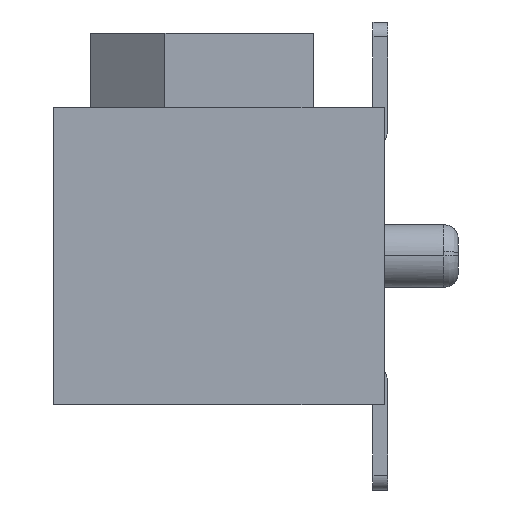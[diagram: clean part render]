
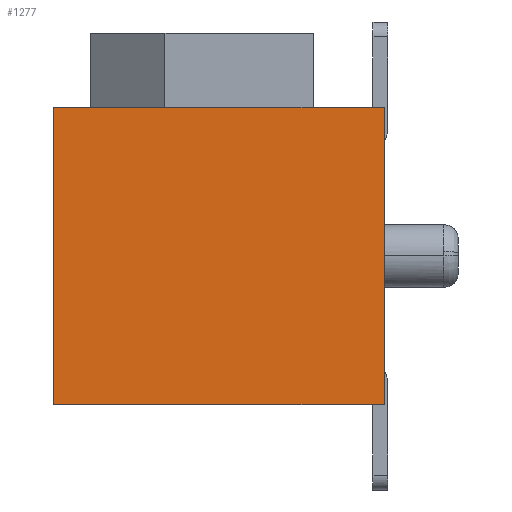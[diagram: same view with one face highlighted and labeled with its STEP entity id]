
A CAD part, left-side view. The second image highlights one B-rep face of the part: STEP entity #1277.
In plain terms, the highlighted planar face has unit normal (-1, 0, 0).
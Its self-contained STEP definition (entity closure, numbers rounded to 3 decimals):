
#1226=CARTESIAN_POINT('',(0.,3.225,-2.));
#1227=DIRECTION('',(0.,0.,1.));
#1228=DIRECTION('',(-1.,0.,0.));
#1229=AXIS2_PLACEMENT_3D('',#1226,#1228,#1227);
#1230=PLANE('',#1229);
#1231=CARTESIAN_POINT('',(0.,5.45,0.));
#1232=VERTEX_POINT('',#1231);
#1233=CARTESIAN_POINT('',(0.,1.,0.));
#1234=VERTEX_POINT('',#1233);
#1235=CARTESIAN_POINT('',(0.,5.45,0.));
#1236=CARTESIAN_POINT('',(0.,4.56,0.));
#1237=CARTESIAN_POINT('',(0.,3.67,0.));
#1238=CARTESIAN_POINT('',(0.,2.78,0.));
#1239=CARTESIAN_POINT('',(0.,1.89,0.));
#1240=CARTESIAN_POINT('',(0.,1.,0.));
#1241=B_SPLINE_CURVE_WITH_KNOTS('',5,(#1235,#1236,#1237,#1238,#1239,#1240),.UNSPECIFIED.,.F.,.U.,(6,6),(0.,4.45),.UNSPECIFIED.);
#1242=EDGE_CURVE('',#1232,#1234,#1241,.T.);
#1243=ORIENTED_EDGE('',*,*,#1242,.F.);
#1244=CARTESIAN_POINT('',(0.,5.45,-4.));
#1245=VERTEX_POINT('',#1244);
#1246=CARTESIAN_POINT('',(0.,5.45,0.));
#1247=CARTESIAN_POINT('',(0.,5.45,-0.8));
#1248=CARTESIAN_POINT('',(0.,5.45,-1.6));
#1249=CARTESIAN_POINT('',(0.,5.45,-2.4));
#1250=CARTESIAN_POINT('',(0.,5.45,-3.2));
#1251=CARTESIAN_POINT('',(0.,5.45,-4.));
#1252=B_SPLINE_CURVE_WITH_KNOTS('',5,(#1246,#1247,#1248,#1249,#1250,#1251),.UNSPECIFIED.,.F.,.U.,(6,6),(0.,4.),.UNSPECIFIED.);
#1253=EDGE_CURVE('',#1232,#1245,#1252,.T.);
#1254=ORIENTED_EDGE('',*,*,#1253,.T.);
#1255=CARTESIAN_POINT('',(0.,1.,-4.));
#1256=VERTEX_POINT('',#1255);
#1257=CARTESIAN_POINT('',(0.,1.,-4.));
#1258=CARTESIAN_POINT('',(0.,1.89,-4.));
#1259=CARTESIAN_POINT('',(0.,2.78,-4.));
#1260=CARTESIAN_POINT('',(0.,3.67,-4.));
#1261=CARTESIAN_POINT('',(0.,4.56,-4.));
#1262=CARTESIAN_POINT('',(0.,5.45,-4.));
#1263=B_SPLINE_CURVE_WITH_KNOTS('',5,(#1257,#1258,#1259,#1260,#1261,#1262),.UNSPECIFIED.,.F.,.U.,(6,6),(0.,4.45),.UNSPECIFIED.);
#1264=EDGE_CURVE('',#1256,#1245,#1263,.T.);
#1265=ORIENTED_EDGE('',*,*,#1264,.F.);
#1266=CARTESIAN_POINT('',(0.,1.,0.));
#1267=CARTESIAN_POINT('',(0.,1.,-0.8));
#1268=CARTESIAN_POINT('',(0.,1.,-1.6));
#1269=CARTESIAN_POINT('',(0.,1.,-2.4));
#1270=CARTESIAN_POINT('',(0.,1.,-3.2));
#1271=CARTESIAN_POINT('',(0.,1.,-4.));
#1272=B_SPLINE_CURVE_WITH_KNOTS('',5,(#1266,#1267,#1268,#1269,#1270,#1271),.UNSPECIFIED.,.F.,.U.,(6,6),(0.,4.),.UNSPECIFIED.);
#1273=EDGE_CURVE('',#1234,#1256,#1272,.T.);
#1274=ORIENTED_EDGE('',*,*,#1273,.F.);
#1275=EDGE_LOOP('',(#1243,#1254,#1265,#1274));
#1276=FACE_OUTER_BOUND('',#1275,.T.);
#1277=ADVANCED_FACE('',(#1276),#1230,.T.);
